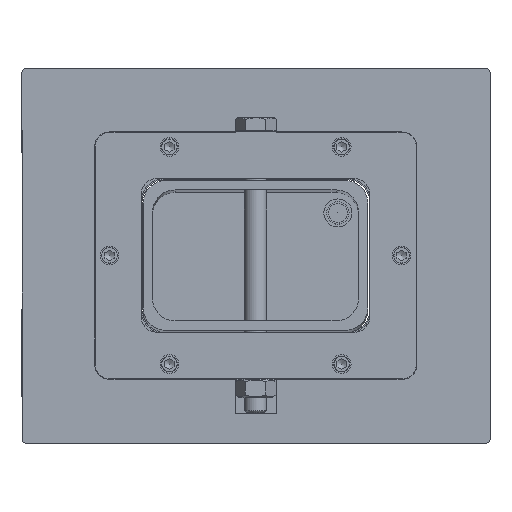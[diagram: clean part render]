
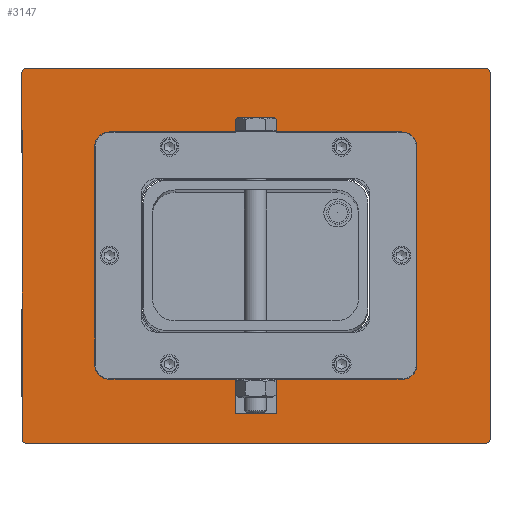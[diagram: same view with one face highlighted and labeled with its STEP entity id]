
A CAD part, top view. The second image highlights one B-rep face of the part: STEP entity #3147.
In plain terms, the highlighted face is planar.
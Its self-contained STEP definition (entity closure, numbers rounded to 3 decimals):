
#230=PLANE($,#3479);
#432=LINE($,#5295,#672);
#436=LINE($,#5303,#676);
#439=LINE($,#5309,#679);
#442=LINE($,#5315,#682);
#443=LINE($,#5319,#683);
#444=LINE($,#5323,#684);
#445=LINE($,#5325,#685);
#446=LINE($,#5329,#686);
#447=LINE($,#5333,#687);
#448=LINE($,#5335,#688);
#449=LINE($,#5339,#689);
#450=LINE($,#5342,#690);
#451=LINE($,#5345,#691);
#452=LINE($,#5349,#692);
#453=LINE($,#5353,#693);
#454=LINE($,#5357,#694);
#672=VECTOR($,#4289,18.);
#676=VECTOR($,#4295,22.);
#679=VECTOR($,#4300,18.);
#682=VECTOR($,#4305,67.);
#683=VECTOR($,#4308,116.);
#684=VECTOR($,#4311,67.);
#685=VECTOR($,#4312,6.);
#686=VECTOR($,#4315,18.);
#687=VECTOR($,#4318,6.);
#688=VECTOR($,#4319,67.);
#689=VECTOR($,#4322,116.);
#690=VECTOR($,#4325,67.);
#691=VECTOR($,#4326,246.);
#692=VECTOR($,#4329,196.);
#693=VECTOR($,#4332,246.);
#694=VECTOR($,#4335,196.);
#807=FACE_BOUND($,#1181,.T.);
#808=FACE_BOUND($,#1182,.T.);
#1181=EDGE_LOOP($,(#2770,#2771,#2772,#2773,#2774,#2775,#2776,#2777,#2778,
#2779,#2780,#2781,#2782,#2783,#2784,#2785,#2786,#2787));
#1182=EDGE_LOOP($,(#2788,#2789,#2790,#2791,#2792,#2793,#2794,#2795));
#1347=CIRCLE($,#3480,8.);
#1348=CIRCLE($,#3481,8.);
#1349=CIRCLE($,#3482,2.);
#1350=CIRCLE($,#3483,2.);
#1351=CIRCLE($,#3484,8.);
#1352=CIRCLE($,#3485,8.);
#1353=CIRCLE($,#3486,2.);
#1354=CIRCLE($,#3487,2.);
#1355=CIRCLE($,#3488,2.);
#1356=CIRCLE($,#3489,2.);
#1609=VERTEX_POINT($,#5293);
#1610=VERTEX_POINT($,#5294);
#1613=VERTEX_POINT($,#5302);
#1615=VERTEX_POINT($,#5308);
#1617=VERTEX_POINT($,#5314);
#1618=VERTEX_POINT($,#5316);
#1619=VERTEX_POINT($,#5318);
#1620=VERTEX_POINT($,#5320);
#1621=VERTEX_POINT($,#5322);
#1622=VERTEX_POINT($,#5324);
#1623=VERTEX_POINT($,#5326);
#1624=VERTEX_POINT($,#5328);
#1625=VERTEX_POINT($,#5330);
#1626=VERTEX_POINT($,#5332);
#1627=VERTEX_POINT($,#5334);
#1628=VERTEX_POINT($,#5336);
#1629=VERTEX_POINT($,#5338);
#1630=VERTEX_POINT($,#5340);
#1631=VERTEX_POINT($,#5343);
#1632=VERTEX_POINT($,#5344);
#1633=VERTEX_POINT($,#5346);
#1634=VERTEX_POINT($,#5348);
#1635=VERTEX_POINT($,#5350);
#1636=VERTEX_POINT($,#5352);
#1637=VERTEX_POINT($,#5354);
#1638=VERTEX_POINT($,#5356);
#2004=EDGE_CURVE($,#1609,#1610,#432,.T.);
#2008=EDGE_CURVE($,#1610,#1613,#436,.T.);
#2011=EDGE_CURVE($,#1613,#1615,#439,.T.);
#2014=EDGE_CURVE($,#1615,#1617,#442,.T.);
#2015=EDGE_CURVE($,#1617,#1618,#1347,.T.);
#2016=EDGE_CURVE($,#1618,#1619,#443,.T.);
#2017=EDGE_CURVE($,#1619,#1620,#1348,.T.);
#2018=EDGE_CURVE($,#1620,#1621,#444,.T.);
#2019=EDGE_CURVE($,#1621,#1622,#445,.T.);
#2020=EDGE_CURVE($,#1622,#1623,#1349,.T.);
#2021=EDGE_CURVE($,#1623,#1624,#446,.T.);
#2022=EDGE_CURVE($,#1624,#1625,#1350,.T.);
#2023=EDGE_CURVE($,#1625,#1626,#447,.T.);
#2024=EDGE_CURVE($,#1626,#1627,#448,.T.);
#2025=EDGE_CURVE($,#1627,#1628,#1351,.T.);
#2026=EDGE_CURVE($,#1628,#1629,#449,.T.);
#2027=EDGE_CURVE($,#1629,#1630,#1352,.T.);
#2028=EDGE_CURVE($,#1630,#1609,#450,.T.);
#2029=EDGE_CURVE($,#1631,#1632,#451,.T.);
#2030=EDGE_CURVE($,#1632,#1633,#1353,.T.);
#2031=EDGE_CURVE($,#1633,#1634,#452,.T.);
#2032=EDGE_CURVE($,#1634,#1635,#1354,.T.);
#2033=EDGE_CURVE($,#1635,#1636,#453,.T.);
#2034=EDGE_CURVE($,#1636,#1637,#1355,.T.);
#2035=EDGE_CURVE($,#1637,#1638,#454,.T.);
#2036=EDGE_CURVE($,#1638,#1631,#1356,.T.);
#2770=ORIENTED_EDGE($,*,*,#2004,.T.);
#2771=ORIENTED_EDGE($,*,*,#2008,.T.);
#2772=ORIENTED_EDGE($,*,*,#2011,.T.);
#2773=ORIENTED_EDGE($,*,*,#2014,.T.);
#2774=ORIENTED_EDGE($,*,*,#2015,.T.);
#2775=ORIENTED_EDGE($,*,*,#2016,.T.);
#2776=ORIENTED_EDGE($,*,*,#2017,.T.);
#2777=ORIENTED_EDGE($,*,*,#2018,.T.);
#2778=ORIENTED_EDGE($,*,*,#2019,.T.);
#2779=ORIENTED_EDGE($,*,*,#2020,.T.);
#2780=ORIENTED_EDGE($,*,*,#2021,.T.);
#2781=ORIENTED_EDGE($,*,*,#2022,.T.);
#2782=ORIENTED_EDGE($,*,*,#2023,.T.);
#2783=ORIENTED_EDGE($,*,*,#2024,.T.);
#2784=ORIENTED_EDGE($,*,*,#2025,.T.);
#2785=ORIENTED_EDGE($,*,*,#2026,.T.);
#2786=ORIENTED_EDGE($,*,*,#2027,.T.);
#2787=ORIENTED_EDGE($,*,*,#2028,.T.);
#2788=ORIENTED_EDGE($,*,*,#2029,.T.);
#2789=ORIENTED_EDGE($,*,*,#2030,.T.);
#2790=ORIENTED_EDGE($,*,*,#2031,.T.);
#2791=ORIENTED_EDGE($,*,*,#2032,.T.);
#2792=ORIENTED_EDGE($,*,*,#2033,.T.);
#2793=ORIENTED_EDGE($,*,*,#2034,.T.);
#2794=ORIENTED_EDGE($,*,*,#2035,.T.);
#2795=ORIENTED_EDGE($,*,*,#2036,.T.);
#3147=ADVANCED_FACE($,(#807,#808),#230,.F.);
#3479=AXIS2_PLACEMENT_3D($,#5313,#4303,#4304);
#3480=AXIS2_PLACEMENT_3D($,#5317,#4306,#4307);
#3481=AXIS2_PLACEMENT_3D($,#5321,#4309,#4310);
#3482=AXIS2_PLACEMENT_3D($,#5327,#4313,#4314);
#3483=AXIS2_PLACEMENT_3D($,#5331,#4316,#4317);
#3484=AXIS2_PLACEMENT_3D($,#5337,#4320,#4321);
#3485=AXIS2_PLACEMENT_3D($,#5341,#4323,#4324);
#3486=AXIS2_PLACEMENT_3D($,#5347,#4327,#4328);
#3487=AXIS2_PLACEMENT_3D($,#5351,#4330,#4331);
#3488=AXIS2_PLACEMENT_3D($,#5355,#4333,#4334);
#3489=AXIS2_PLACEMENT_3D($,#5358,#4336,#4337);
#4289=DIRECTION($,(0.,-1.,0.));
#4295=DIRECTION($,(1.,0.,0.));
#4300=DIRECTION($,(0.,1.,0.));
#4303=DIRECTION('center_axis',(0.,0.,1.));
#4304=DIRECTION('ref_axis',(1.,0.,0.));
#4305=DIRECTION($,(1.,0.,0.));
#4306=DIRECTION('center_axis',(0.,0.,1.));
#4307=DIRECTION('ref_axis',(0.,1.,0.));
#4308=DIRECTION($,(0.,1.,0.));
#4309=DIRECTION('center_axis',(0.,0.,1.));
#4310=DIRECTION('ref_axis',(-1.,0.,0.));
#4311=DIRECTION($,(-1.,0.,0.));
#4312=DIRECTION($,(0.,1.,0.));
#4313=DIRECTION('center_axis',(0.,0.,1.));
#4314=DIRECTION('ref_axis',(1.,0.,0.));
#4315=DIRECTION($,(-1.,0.,0.));
#4316=DIRECTION('center_axis',(0.,0.,1.));
#4317=DIRECTION('ref_axis',(0.,1.,0.));
#4318=DIRECTION($,(0.,-1.,0.));
#4319=DIRECTION($,(-1.,0.,0.));
#4320=DIRECTION('center_axis',(0.,0.,1.));
#4321=DIRECTION('ref_axis',(0.,-1.,0.));
#4322=DIRECTION($,(0.,-1.,0.));
#4323=DIRECTION('center_axis',(0.,0.,1.));
#4324=DIRECTION('ref_axis',(1.,0.,0.));
#4325=DIRECTION($,(1.,0.,0.));
#4326=DIRECTION($,(1.,0.,0.));
#4327=DIRECTION('center_axis',(0.,0.,-1.));
#4328=DIRECTION('ref_axis',(-1.,0.,0.));
#4329=DIRECTION($,(0.,-1.,0.));
#4330=DIRECTION('center_axis',(0.,0.,-1.));
#4331=DIRECTION('ref_axis',(0.,1.,0.));
#4332=DIRECTION($,(-1.,0.,0.));
#4333=DIRECTION('center_axis',(0.,0.,-1.));
#4334=DIRECTION('ref_axis',(1.,0.,0.));
#4335=DIRECTION($,(0.,1.,0.));
#4336=DIRECTION('center_axis',(0.,0.,-1.));
#4337=DIRECTION('ref_axis',(0.,-1.,0.));
#5293=CARTESIAN_POINT('',(93.193,-144.684,0.));
#5294=CARTESIAN_POINT('',(93.193,-162.684,0.));
#5295=CARTESIAN_POINT($,(93.193,-111.684,0.));
#5302=CARTESIAN_POINT('',(115.193,-162.684,0.));
#5303=CARTESIAN_POINT($,(98.693,-162.684,0.));
#5308=CARTESIAN_POINT('',(115.193,-144.684,0.));
#5309=CARTESIAN_POINT($,(115.193,-120.684,0.));
#5313=CARTESIAN_POINT('Origin',(104.193,-78.684,0.));
#5314=CARTESIAN_POINT('',(182.193,-144.684,0.));
#5315=CARTESIAN_POINT($,(143.193,-144.684,0.));
#5316=CARTESIAN_POINT('',(190.193,-136.684,0.));
#5317=CARTESIAN_POINT('Origin',(182.193,-136.684,0.));
#5318=CARTESIAN_POINT('',(190.193,-20.684,0.));
#5319=CARTESIAN_POINT($,(190.193,-49.684,0.));
#5320=CARTESIAN_POINT('',(182.193,-12.684,0.));
#5321=CARTESIAN_POINT('Origin',(182.193,-20.684,0.));
#5322=CARTESIAN_POINT('',(115.193,-12.684,0.));
#5323=CARTESIAN_POINT($,(65.193,-12.684,0.));
#5324=CARTESIAN_POINT('',(115.193,-6.684,0.));
#5325=CARTESIAN_POINT($,(115.193,-45.684,0.));
#5326=CARTESIAN_POINT('',(113.193,-4.684,0.));
#5327=CARTESIAN_POINT('Origin',(113.193,-6.684,0.));
#5328=CARTESIAN_POINT('',(95.193,-4.684,0.));
#5329=CARTESIAN_POINT($,(108.693,-4.684,0.));
#5330=CARTESIAN_POINT('',(93.193,-6.684,0.));
#5331=CARTESIAN_POINT('Origin',(95.193,-6.684,0.));
#5332=CARTESIAN_POINT('',(93.193,-12.684,0.));
#5333=CARTESIAN_POINT($,(93.193,-42.684,0.));
#5334=CARTESIAN_POINT('',(26.193,-12.684,0.));
#5335=CARTESIAN_POINT($,(65.193,-12.684,0.));
#5336=CARTESIAN_POINT('',(18.193,-20.684,0.));
#5337=CARTESIAN_POINT('Origin',(26.193,-20.684,0.));
#5338=CARTESIAN_POINT('',(18.193,-136.684,0.));
#5339=CARTESIAN_POINT($,(18.193,-107.684,0.));
#5340=CARTESIAN_POINT('',(26.193,-144.684,0.));
#5341=CARTESIAN_POINT('Origin',(26.193,-136.684,0.));
#5342=CARTESIAN_POINT($,(143.193,-144.684,0.));
#5343=CARTESIAN_POINT('',(-18.807,21.316,0.));
#5344=CARTESIAN_POINT('',(227.193,21.316,0.));
#5345=CARTESIAN_POINT($,(-18.807,21.316,0.));
#5346=CARTESIAN_POINT('',(229.193,19.316,0.));
#5347=CARTESIAN_POINT('Origin',(227.193,19.316,0.));
#5348=CARTESIAN_POINT('',(229.193,-176.684,0.));
#5349=CARTESIAN_POINT($,(229.193,19.316,0.));
#5350=CARTESIAN_POINT('',(227.193,-178.684,0.));
#5351=CARTESIAN_POINT('Origin',(227.193,-176.684,0.));
#5352=CARTESIAN_POINT('',(-18.807,-178.684,0.));
#5353=CARTESIAN_POINT($,(227.193,-178.684,0.));
#5354=CARTESIAN_POINT('',(-20.807,-176.684,0.));
#5355=CARTESIAN_POINT('Origin',(-18.807,-176.684,0.));
#5356=CARTESIAN_POINT('',(-20.807,19.316,0.));
#5357=CARTESIAN_POINT($,(-20.807,-176.684,0.));
#5358=CARTESIAN_POINT('Origin',(-18.807,19.316,0.));
